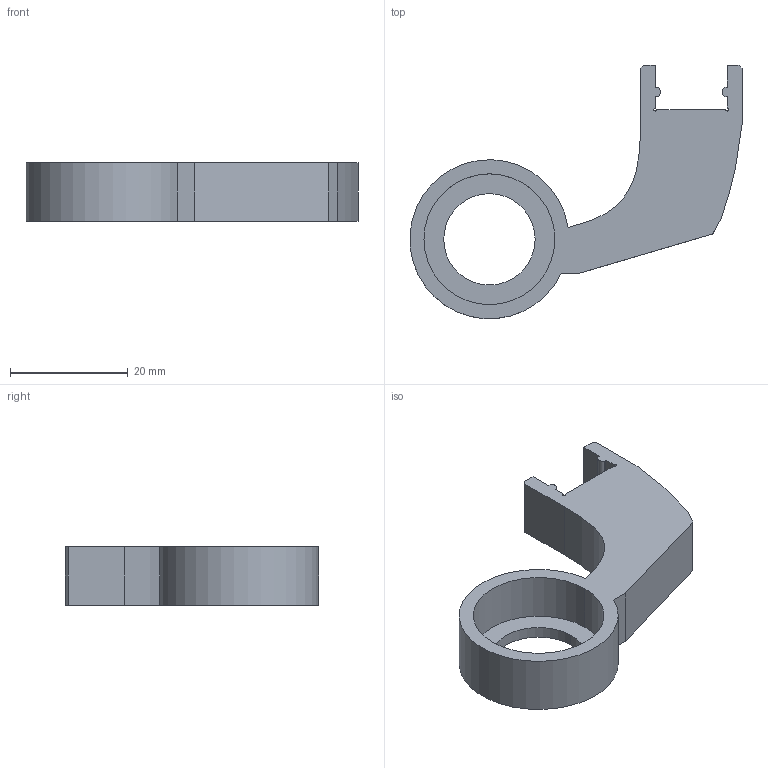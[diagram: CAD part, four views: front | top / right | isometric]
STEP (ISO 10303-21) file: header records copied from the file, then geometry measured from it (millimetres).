
FILE_DESCRIPTION (( 'STEP AP203' ), '1' );
FILE_NAME ('Screw-Align-Back.BEARING.STEP', '2021-09-13T13:12:52', ( '' ), ( '' ), 'SwSTEP 2.0', 'SolidWorks 2019', '' );
FILE_SCHEMA (( 'CONFIG_CONTROL_DESIGN' ));
Length unit declared in the file: millimetre
Products named in the file (1): Screw-Align-Back.BEARING
Bounding box: 56.32 x 42.96 x 10 mm (x, y, z)
Volume: 7374.5 mm3; surface area: 4469 mm2
Topology: 1 solids, 1 shells, 34 faces, 93 edges, 62 vertices
Faces by surface type: plane 21, cylinder 11, bspline 2
Entity records: 1168 total; most frequent: CARTESIAN_POINT 212, ORIENTED_EDGE 186, DIRECTION 177, EDGE_CURVE 93, LINE 67, VECTOR 67, VERTEX_POINT 62, AXIS2_PLACEMENT_3D 55
